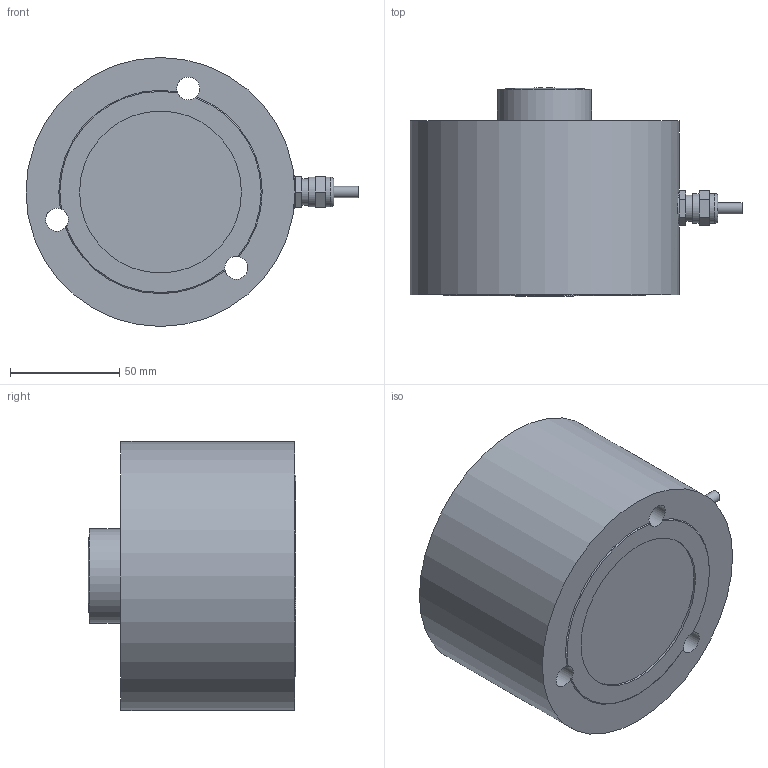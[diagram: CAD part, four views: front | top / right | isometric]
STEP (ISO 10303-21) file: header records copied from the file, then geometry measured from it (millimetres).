
FILE_DESCRIPTION(/* description */ (''),/* implementation_level */ '2;1');
FILE_NAME(/* name */ '276EH-100t v1.step',/* time_stamp */ '2020-01-21T14:47:41-08:00',/* author */ (''),/* organization */ (''),/* preprocessor_version */ 'ST-DEVELOPER v18',/* originating_system */ 'Autodesk Translation Framework v8.12.0.6',/* authorisation */ '');
FILE_SCHEMA (('AUTOMOTIVE_DESIGN { 1 0 10303 214 3 1 1 }'));
Length unit declared in the file: millimetre
Products named in the file (1): 276EH-100t
Bounding box: 151.8 x 95.03 x 123 mm (x, y, z)
Volume: 943204.8 mm3; surface area: 65956 mm2
Topology: 1 solids, 1 shells, 49 faces, 136 edges, 100 vertices
Faces by surface type: plane 28, cylinder 16, torus 4, bspline 1
Full cylindrical faces by diameter (mm): 5.1 x1, 10.5 x3, 12 x1, 13.5 x2, 13.6 x1, 15 x3, 18 x1, 43 x1, 74 x1, 77 x1, 123 x1
Entity records: 1795 total; most frequent: CARTESIAN_POINT 411, DIRECTION 300, ORIENTED_EDGE 270, EDGE_CURVE 135, AXIS2_PLACEMENT_3D 124, VERTEX_POINT 100, CIRCLE 75, EDGE_LOOP 67
